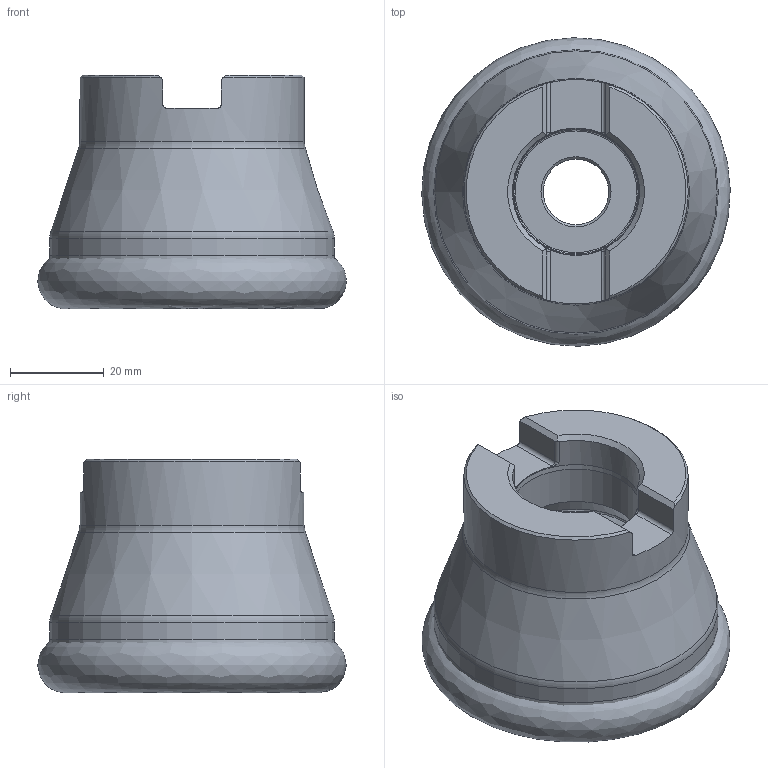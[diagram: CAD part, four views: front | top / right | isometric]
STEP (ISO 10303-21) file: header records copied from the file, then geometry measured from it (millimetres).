
FILE_DESCRIPTION(/* description */ (''),/* implementation_level */ '2;1');
FILE_NAME(/* name */ '66A06R_SCMORD12_C_SIM.stp',/* time_stamp */ '2018-04-24T13:00:35+02:00',/* author */ (''),/* organization */ (''),/* preprocessor_version */ 'ST-DEVELOPER v15',/* originating_system */ 'SIEMENS PLM Software NX 8.5',/* authorisation */ '');
FILE_SCHEMA (('AUTOMOTIVE_DESIGN { 1 0 10303 214 3 1 1 1 }'));
Length unit declared in the file: millimetre
Products named in the file (1): hm1522800968o8ja
Bounding box: 65.95 x 65.95 x 50 mm (x, y, z)
Volume: 107564.5 mm3; surface area: 22821 mm2
Topology: 2 solids, 2 shells, 59 faces, 150 edges, 94 vertices
Faces by surface type: cylinder 20, plane 15, torus 12, cone 11, revolution 1
Full cylindrical faces by diameter (mm): 14 x1, 22.1 x1, 27.006 x1, 27.2 x1, 48 x1, 60.8 x1
Entity records: 1755 total; most frequent: CARTESIAN_POINT 454, DIRECTION 267, ORIENTED_EDGE 234, EDGE_CURVE 117, AXIS2_PLACEMENT_3D 117, VERTEX_POINT 84, EDGE_LOOP 82, ADVANCED_FACE 59
